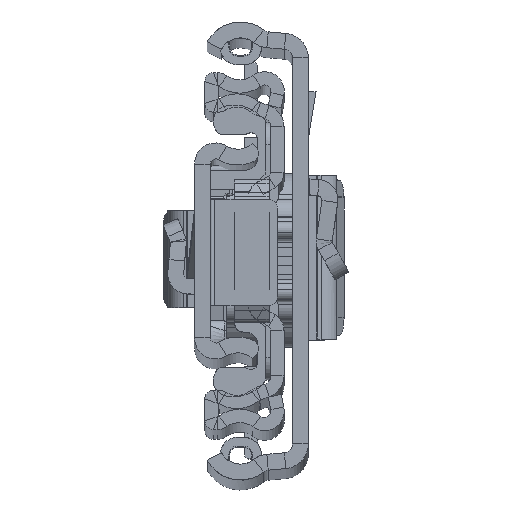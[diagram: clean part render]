
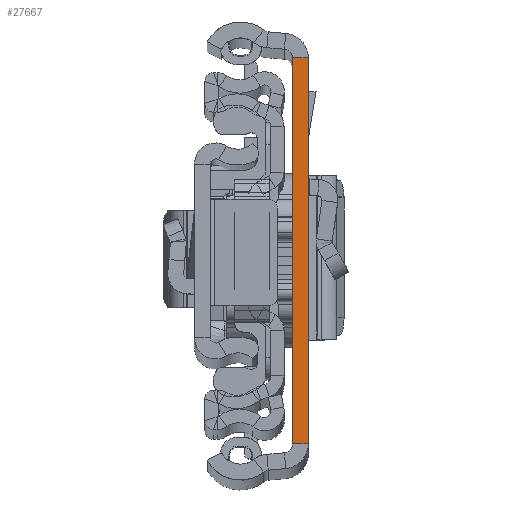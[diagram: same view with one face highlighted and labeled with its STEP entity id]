
A CAD part, top view. The second image highlights one B-rep face of the part: STEP entity #27667.
In plain terms, the highlighted planar face has unit normal (0, 0, 1).
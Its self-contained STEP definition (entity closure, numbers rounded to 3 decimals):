
#52 = CARTESIAN_POINT ( 'NONE',  ( 0., -21.867, 0. ) ) ;
#137 = EDGE_CURVE ( 'NONE', #4326, #12520, #27309, .T. ) ;
#585 = CARTESIAN_POINT ( 'NONE',  ( 1.8, 0., 0. ) ) ;
#3301 = DIRECTION ( 'NONE',  ( 0., 0., -1. ) ) ;
#3610 = PLANE ( 'NONE',  #7688 ) ;
#3913 = EDGE_CURVE ( 'NONE', #17473, #12520, #26178, .T. ) ;
#4326 = VERTEX_POINT ( 'NONE', #25741 ) ;
#4870 = ORIENTED_EDGE ( 'NONE', *, *, #137, .F. ) ;
#6443 = CARTESIAN_POINT ( 'NONE',  ( 1.8, 21.867, 0. ) ) ;
#7194 = DIRECTION ( 'NONE',  ( 1., 0., 0. ) ) ;
#7688 = AXIS2_PLACEMENT_3D ( 'NONE', #585, #3301, #12589 ) ;
#9036 = CARTESIAN_POINT ( 'NONE',  ( 0., 0., 0. ) ) ;
#9038 = DIRECTION ( 'NONE',  ( 1., 0., 0. ) ) ;
#9111 = CARTESIAN_POINT ( 'NONE',  ( 1.8, 21.867, 0. ) ) ;
#12520 = VERTEX_POINT ( 'NONE', #9111 ) ;
#12589 = DIRECTION ( 'NONE',  ( 0., 1., 0. ) ) ;
#14548 = CARTESIAN_POINT ( 'NONE',  ( 1.8, -21.867, 0. ) ) ;
#15185 = LINE ( 'NONE', #20603, #18361 ) ;
#16876 = FACE_OUTER_BOUND ( 'NONE', #25391, .T. ) ;
#16917 = VERTEX_POINT ( 'NONE', #52 ) ;
#17473 = VERTEX_POINT ( 'NONE', #14548 ) ;
#18361 = VECTOR ( 'NONE', #9038, 1000. ) ;
#18783 = ORIENTED_EDGE ( 'NONE', *, *, #3913, .T. ) ;
#19050 = DIRECTION ( 'NONE',  ( 0., 1., 0. ) ) ;
#19739 = ORIENTED_EDGE ( 'NONE', *, *, #26674, .T. ) ;
#19766 = VECTOR ( 'NONE', #19050, 1000. ) ;
#20603 = CARTESIAN_POINT ( 'NONE',  ( 1.8, -21.867, 0. ) ) ;
#20903 = LINE ( 'NONE', #9036, #23018 ) ;
#21291 = ORIENTED_EDGE ( 'NONE', *, *, #21537, .F. ) ;
#21537 = EDGE_CURVE ( 'NONE', #16917, #4326, #20903, .T. ) ;
#21750 = CARTESIAN_POINT ( 'NONE',  ( 1.8, 0., 0. ) ) ;
#23018 = VECTOR ( 'NONE', #25190, 1000. ) ;
#25190 = DIRECTION ( 'NONE',  ( 0., 1., 0. ) ) ;
#25391 = EDGE_LOOP ( 'NONE', ( #4870, #21291, #19739, #18783 ) ) ;
#25741 = CARTESIAN_POINT ( 'NONE',  ( 0., 21.867, 0. ) ) ;
#26178 = LINE ( 'NONE', #21750, #19766 ) ;
#26674 = EDGE_CURVE ( 'NONE', #16917, #17473, #15185, .T. ) ;
#27309 = LINE ( 'NONE', #6443, #28385 ) ;
#27667 = ADVANCED_FACE ( 'NONE', ( #16876 ), #3610, .F. ) ;
#28385 = VECTOR ( 'NONE', #7194, 1000. ) ;
